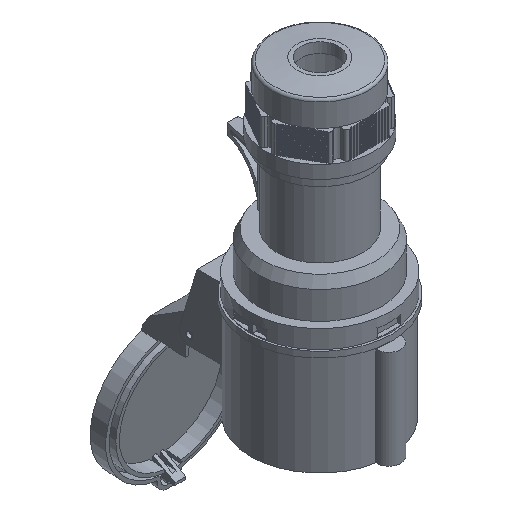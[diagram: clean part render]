
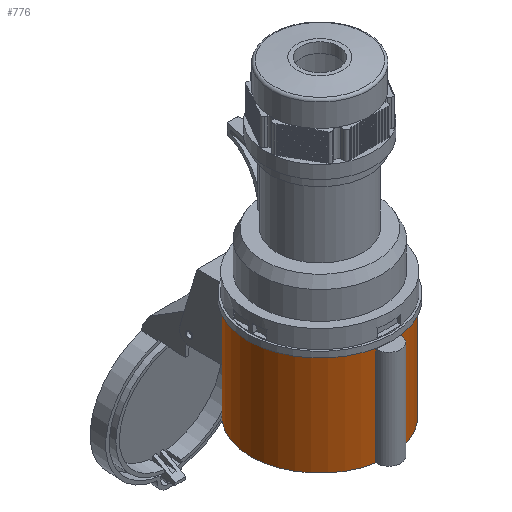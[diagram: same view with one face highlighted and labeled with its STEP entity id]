
A CAD part, isometric view. The second image highlights one B-rep face of the part: STEP entity #776.
In plain terms, the highlighted cylindrical face has radius 35.35 mm (diameter 70.7 mm), a full revolution.
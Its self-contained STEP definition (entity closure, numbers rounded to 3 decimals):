
#619=FACE_BOUND('',#1842,.T.);
#620=FACE_BOUND('',#1843,.T.);
#776=ADVANCED_FACE('',(#619,#620),#1306,.T.);
#1306=CYLINDRICAL_SURFACE('',#10251,35.35);
#1842=EDGE_LOOP('',(#4958,#4959,#4960,#4961));
#1843=EDGE_LOOP('',(#4962));
#2460=LINE('',#13612,#3699);
#2461=LINE('',#13616,#3700);
#3699=VECTOR('',#10980,1.);
#3700=VECTOR('',#10983,1.);
#4958=ORIENTED_EDGE('',*,*,#8708,.F.);
#4959=ORIENTED_EDGE('',*,*,#8709,.F.);
#4960=ORIENTED_EDGE('',*,*,#8710,.F.);
#4961=ORIENTED_EDGE('',*,*,#8706,.F.);
#4962=ORIENTED_EDGE('',*,*,#8711,.T.);
#7748=VERTEX_POINT('',#13608);
#7749=VERTEX_POINT('',#13609);
#7750=VERTEX_POINT('',#13613);
#7751=VERTEX_POINT('',#13615);
#7752=VERTEX_POINT('',#13618);
#8706=EDGE_CURVE('',#7748,#7749,#10088,.T.);
#8708=EDGE_CURVE('',#7750,#7748,#2460,.T.);
#8709=EDGE_CURVE('',#7751,#7750,#10090,.T.);
#8710=EDGE_CURVE('',#7749,#7751,#2461,.T.);
#8711=EDGE_CURVE('',#7752,#7752,#10091,.T.);
#10088=CIRCLE('',#10246,35.35);
#10090=CIRCLE('',#10249,35.35);
#10091=CIRCLE('',#10250,35.35);
#10246=AXIS2_PLACEMENT_3D('',#13607,#10974,#10975);
#10249=AXIS2_PLACEMENT_3D('',#13614,#10981,#10982);
#10250=AXIS2_PLACEMENT_3D('',#13617,#10984,#10985);
#10251=AXIS2_PLACEMENT_3D('',#13619,#10986,#10987);
#10974=DIRECTION('',(0.,0.,-1.));
#10975=DIRECTION('',(-1.,0.,0.));
#10980=DIRECTION('',(0.,0.,-1.));
#10981=DIRECTION('',(0.,0.,-1.));
#10982=DIRECTION('',(1.,0.,0.));
#10983=DIRECTION('',(0.,0.,1.));
#10984=DIRECTION('',(0.,0.,-1.));
#10985=DIRECTION('',(-1.,0.,0.));
#10986=DIRECTION('',(0.,0.,-1.));
#10987=DIRECTION('',(-1.,0.,0.));
#13607=CARTESIAN_POINT('',(0.,0.,0.));
#13608=CARTESIAN_POINT('',(-6.143,-34.812,0.));
#13609=CARTESIAN_POINT('',(6.143,-34.812,0.));
#13612=CARTESIAN_POINT('',(-6.143,-34.812,50.4));
#13613=CARTESIAN_POINT('',(-6.143,-34.812,50.4));
#13614=CARTESIAN_POINT('',(0.,0.,50.4));
#13615=CARTESIAN_POINT('',(6.143,-34.812,50.4));
#13616=CARTESIAN_POINT('',(6.143,-34.812,50.4));
#13617=CARTESIAN_POINT('',(0.,0.,51.5));
#13618=CARTESIAN_POINT('',(-35.35,0.,51.5));
#13619=CARTESIAN_POINT('',(0.,0.,0.));
